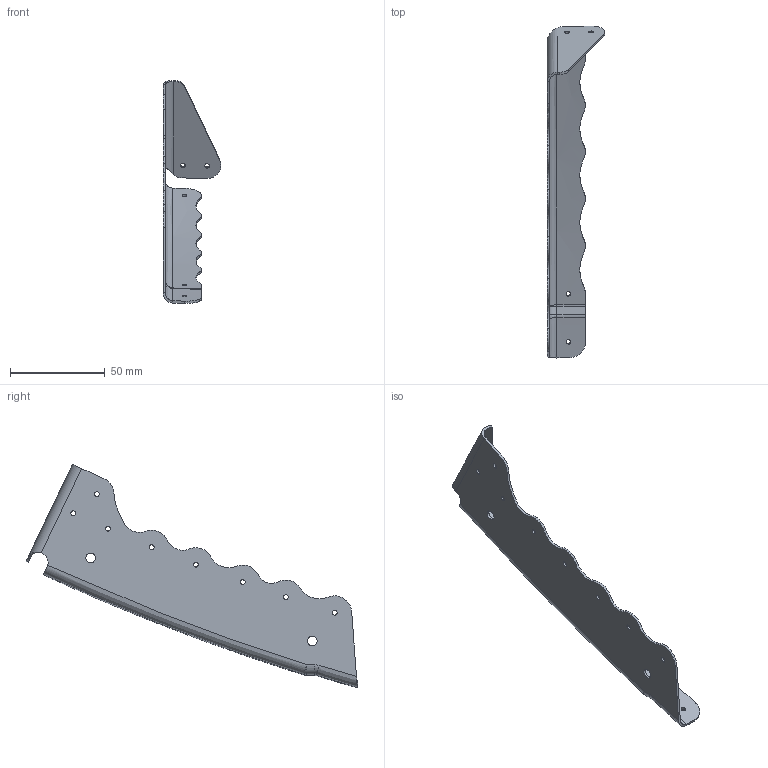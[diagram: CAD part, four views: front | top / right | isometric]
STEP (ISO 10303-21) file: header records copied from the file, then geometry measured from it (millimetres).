
FILE_DESCRIPTION(('CATIA V5 STEP Exchange','CAx-IF Rec.Pracs.--- Model Styling and Organization---1.4--- 2014-01-23','CAx-IF Rec.Pracs.---3D Tessellated Data Validation Properties---0.5---2014-09-14'),'2;1');
FILE_NAME('550-05559-002 1 1 --A.stp','2019-10-15T10:48:37+00:00',('none'),('none'),'CATIA Version 5-6 Release 2018','CATIA V5 STEP AP242','none');
FILE_SCHEMA(('AP242_MANAGED_MODEL_BASED_3D_ENGINEERING_MIM_LF {1 0 10303 442 1 1 4}'));
Length unit declared in the file: millimetre
Products named in the file (1): 550-05559-002 1 1 --A
Bounding box: 30.49 x 174.66 x 117.3 mm (x, y, z)
Volume: 14496.3 mm3; surface area: 23692.1 mm2
Topology: 1 solids, 1 shells, 111 faces, 297 edges, 186 vertices
Faces by surface type: bspline 52, cylinder 47, plane 12
Entity records: 5059 total; most frequent: CARTESIAN_POINT 2686, ORIENTED_EDGE 590, EDGE_CURVE 295, DIRECTION 267, VERTEX_POINT 186, B_SPLINE_CURVE_WITH_KNOTS 146, AXIS2_PLACEMENT_3D 141, EDGE_LOOP 141
